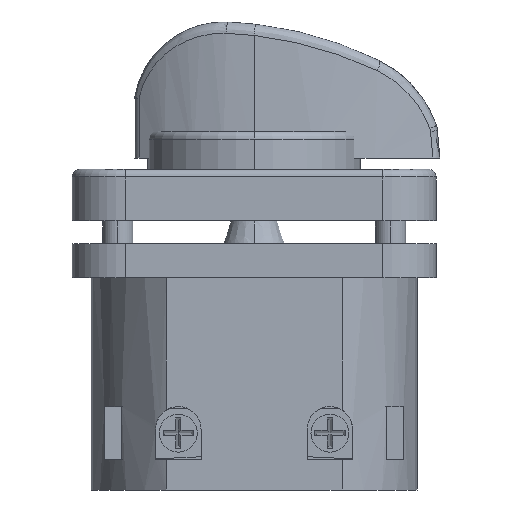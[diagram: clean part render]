
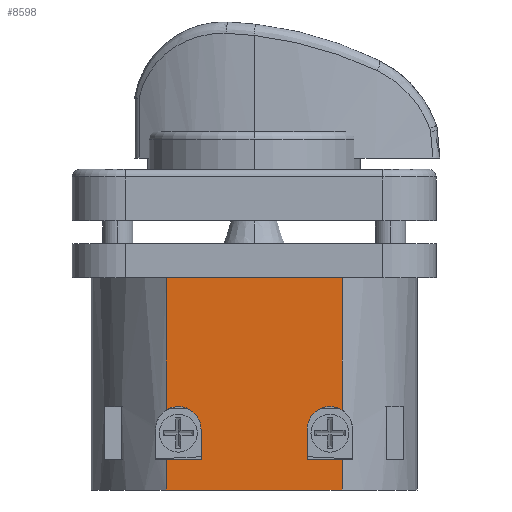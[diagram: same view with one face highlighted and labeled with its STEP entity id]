
A CAD part, left-side view. The second image highlights one B-rep face of the part: STEP entity #8598.
In plain terms, the highlighted planar face has unit normal (-1, 0, 0).
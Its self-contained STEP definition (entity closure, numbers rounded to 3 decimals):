
#246 = CARTESIAN_POINT ( 'NONE',  ( -18.1, -10., -21.5 ) ) ;
#534 = DIRECTION ( 'NONE',  ( 0., -1., 0. ) ) ;
#572 = DIRECTION ( 'NONE',  ( 0., 0., -1. ) ) ;
#652 = ORIENTED_EDGE ( 'NONE', *, *, #8458, .F. ) ;
#706 = DIRECTION ( 'NONE',  ( 0., 0., -1. ) ) ;
#740 = AXIS2_PLACEMENT_3D ( 'NONE', #8116, #4405, #9770 ) ;
#754 = CARTESIAN_POINT ( 'NONE',  ( -18.1, 11.603, -32.5 ) ) ;
#756 = AXIS2_PLACEMENT_3D ( 'NONE', #2160, #7435, #2989 ) ;
#774 = ORIENTED_EDGE ( 'NONE', *, *, #8663, .T. ) ;
#815 = VECTOR ( 'NONE', #3496, 1000. ) ;
#838 = LINE ( 'NONE', #1891, #815 ) ;
#1271 = VERTEX_POINT ( 'NONE', #4645 ) ;
#1455 = VECTOR ( 'NONE', #9232, 1000. ) ;
#1500 = DIRECTION ( 'NONE',  ( -1., 0., 0. ) ) ;
#1507 = VERTEX_POINT ( 'NONE', #8497 ) ;
#1664 = LINE ( 'NONE', #8442, #1455 ) ;
#1701 = VERTEX_POINT ( 'NONE', #3827 ) ;
#1832 = CIRCLE ( 'NONE', #3394, 3. ) ;
#1891 = CARTESIAN_POINT ( 'NONE',  ( -18.1, -11.603, -32.5 ) ) ;
#2073 = VERTEX_POINT ( 'NONE', #5385 ) ;
#2160 = CARTESIAN_POINT ( 'NONE',  ( -18.1, -10., -24.5 ) ) ;
#2195 = VERTEX_POINT ( 'NONE', #3987 ) ;
#2256 = VERTEX_POINT ( 'NONE', #246 ) ;
#2279 = DIRECTION ( 'NONE',  ( 0., 1., 0. ) ) ;
#2374 = ORIENTED_EDGE ( 'NONE', *, *, #9436, .T. ) ;
#2438 = AXIS2_PLACEMENT_3D ( 'NONE', #9803, #5172, #706 ) ;
#2600 = VERTEX_POINT ( 'NONE', #9594 ) ;
#2642 = VERTEX_POINT ( 'NONE', #8848 ) ;
#2763 = ORIENTED_EDGE ( 'NONE', *, *, #7990, .T. ) ;
#2880 = AXIS2_PLACEMENT_3D ( 'NONE', #3025, #8259, #3767 ) ;
#2989 = DIRECTION ( 'NONE',  ( 0., 0., -1. ) ) ;
#3025 = CARTESIAN_POINT ( 'NONE',  ( -18.1, 10., -24.5 ) ) ;
#3098 = VERTEX_POINT ( 'NONE', #9169 ) ;
#3228 = VERTEX_POINT ( 'NONE', #3244 ) ;
#3244 = CARTESIAN_POINT ( 'NONE',  ( -18.1, -11.603, -32.5 ) ) ;
#3394 = AXIS2_PLACEMENT_3D ( 'NONE', #5939, #1500, #6729 ) ;
#3431 = ORIENTED_EDGE ( 'NONE', *, *, #7857, .T. ) ;
#3496 = DIRECTION ( 'NONE',  ( 0., 0., 1. ) ) ;
#3643 = DIRECTION ( 'NONE',  ( 0., -1., 0. ) ) ;
#3767 = DIRECTION ( 'NONE',  ( 0., 0., -1. ) ) ;
#3827 = CARTESIAN_POINT ( 'NONE',  ( -18.1, -11.603, -21.964 ) ) ;
#3894 = VERTEX_POINT ( 'NONE', #3985 ) ;
#3985 = CARTESIAN_POINT ( 'NONE',  ( -18.1, 11.603, -32.5 ) ) ;
#3987 = CARTESIAN_POINT ( 'NONE',  ( -18.1, 11.603, -4.5 ) ) ;
#4405 = DIRECTION ( 'NONE',  ( -1., 0., 0. ) ) ;
#4613 = CARTESIAN_POINT ( 'NONE',  ( -18.1, 11.603, -32.5 ) ) ;
#4641 = VERTEX_POINT ( 'NONE', #8229 ) ;
#4645 = CARTESIAN_POINT ( 'NONE',  ( -18.1, 11.603, -21.964 ) ) ;
#4720 = VERTEX_POINT ( 'NONE', #7274 ) ;
#5172 = DIRECTION ( 'NONE',  ( 1., 0., 0. ) ) ;
#5385 = CARTESIAN_POINT ( 'NONE',  ( -18.1, 10., -21.5 ) ) ;
#5531 = ORIENTED_EDGE ( 'NONE', *, *, #8603, .F. ) ;
#5581 = ORIENTED_EDGE ( 'NONE', *, *, #8658, .T. ) ;
#5583 = VECTOR ( 'NONE', #8320, 1000. ) ;
#5697 = LINE ( 'NONE', #6748, #5802 ) ;
#5700 = ORIENTED_EDGE ( 'NONE', *, *, #8623, .T. ) ;
#5802 = VECTOR ( 'NONE', #2279, 1000. ) ;
#5837 = LINE ( 'NONE', #754, #5583 ) ;
#5863 = CARTESIAN_POINT ( 'NONE',  ( -18.1, 11.603, -4.5 ) ) ;
#5872 = ORIENTED_EDGE ( 'NONE', *, *, #8602, .F. ) ;
#5939 = CARTESIAN_POINT ( 'NONE',  ( -18.1, -10., -24.5 ) ) ;
#6039 = LINE ( 'NONE', #6689, #6212 ) ;
#6109 = EDGE_CURVE ( 'NONE', #2256, #2642, #1832, .T. ) ;
#6179 = CIRCLE ( 'NONE', #2880, 3. ) ;
#6181 = VECTOR ( 'NONE', #3643, 1000. ) ;
#6212 = VECTOR ( 'NONE', #9053, 1000. ) ;
#6289 = CIRCLE ( 'NONE', #756, 3. ) ;
#6301 = FACE_OUTER_BOUND ( 'NONE', #7640, .T. ) ;
#6311 = VECTOR ( 'NONE', #572, 1000. ) ;
#6322 = LINE ( 'NONE', #5863, #6181 ) ;
#6411 = LINE ( 'NONE', #9675, #6311 ) ;
#6414 = VECTOR ( 'NONE', #534, 1000. ) ;
#6549 = VERTEX_POINT ( 'NONE', #7794 ) ;
#6572 = LINE ( 'NONE', #9646, #6414 ) ;
#6689 = CARTESIAN_POINT ( 'NONE',  ( -18.1, 7., -28.5 ) ) ;
#6729 = DIRECTION ( 'NONE',  ( 0., 0., -1. ) ) ;
#6748 = CARTESIAN_POINT ( 'NONE',  ( -18.1, 13., -28.5 ) ) ;
#6867 = DIRECTION ( 'NONE',  ( 0., 0., 1. ) ) ;
#6912 = CIRCLE ( 'NONE', #2438, 3. ) ;
#7274 = CARTESIAN_POINT ( 'NONE',  ( -18.1, -11.603, -28.5 ) ) ;
#7284 = VECTOR ( 'NONE', #8536, 1000. ) ;
#7317 = LINE ( 'NONE', #7713, #7284 ) ;
#7416 = ORIENTED_EDGE ( 'NONE', *, *, #8589, .F. ) ;
#7435 = DIRECTION ( 'NONE',  ( -1., 0., 0. ) ) ;
#7640 = EDGE_LOOP ( 'NONE', ( #7416, #8609, #8237, #5872, #2763, #5531, #9052, #2374, #5700, #8017, #5581, #652, #774, #3431 ) ) ;
#7713 = CARTESIAN_POINT ( 'NONE',  ( -18.1, 11.603, -32.5 ) ) ;
#7755 = VECTOR ( 'NONE', #6867, 1000. ) ;
#7794 = CARTESIAN_POINT ( 'NONE',  ( -18.1, 7., -24.5 ) ) ;
#7857 = EDGE_CURVE ( 'NONE', #3228, #4720, #1664, .T. ) ;
#7869 = LINE ( 'NONE', #4613, #7755 ) ;
#7990 = EDGE_CURVE ( 'NONE', #1701, #3098, #838, .T. ) ;
#8017 = ORIENTED_EDGE ( 'NONE', *, *, #8637, .T. ) ;
#8116 = CARTESIAN_POINT ( 'NONE',  ( -18.1, 11.603, -32.5 ) ) ;
#8229 = CARTESIAN_POINT ( 'NONE',  ( -18.1, 7., -28.5 ) ) ;
#8237 = ORIENTED_EDGE ( 'NONE', *, *, #6109, .F. ) ;
#8259 = DIRECTION ( 'NONE',  ( 1., 0., 0. ) ) ;
#8320 = DIRECTION ( 'NONE',  ( 0., -1., 0. ) ) ;
#8442 = CARTESIAN_POINT ( 'NONE',  ( -18.1, -11.603, -32.5 ) ) ;
#8458 = EDGE_CURVE ( 'NONE', #3894, #2600, #7869, .T. ) ;
#8496 = EDGE_CURVE ( 'NONE', #1271, #2195, #7317, .T. ) ;
#8497 = CARTESIAN_POINT ( 'NONE',  ( -18.1, -7., -28.5 ) ) ;
#8536 = DIRECTION ( 'NONE',  ( 0., 0., 1. ) ) ;
#8589 = EDGE_CURVE ( 'NONE', #1507, #4720, #6572, .T. ) ;
#8592 = EDGE_CURVE ( 'NONE', #2642, #1507, #6411, .T. ) ;
#8598 = ADVANCED_FACE ( 'NONE', ( #6301 ), #8988, .T. ) ;
#8602 = EDGE_CURVE ( 'NONE', #1701, #2256, #6289, .T. ) ;
#8603 = EDGE_CURVE ( 'NONE', #2195, #3098, #6322, .T. ) ;
#8609 = ORIENTED_EDGE ( 'NONE', *, *, #8592, .F. ) ;
#8623 = EDGE_CURVE ( 'NONE', #2073, #6549, #6179, .T. ) ;
#8637 = EDGE_CURVE ( 'NONE', #6549, #4641, #6039, .T. ) ;
#8658 = EDGE_CURVE ( 'NONE', #4641, #2600, #5697, .T. ) ;
#8663 = EDGE_CURVE ( 'NONE', #3894, #3228, #5837, .T. ) ;
#8848 = CARTESIAN_POINT ( 'NONE',  ( -18.1, -7., -24.5 ) ) ;
#8988 = PLANE ( 'NONE',  #740 ) ;
#9052 = ORIENTED_EDGE ( 'NONE', *, *, #8496, .F. ) ;
#9053 = DIRECTION ( 'NONE',  ( 0., 0., -1. ) ) ;
#9169 = CARTESIAN_POINT ( 'NONE',  ( -18.1, -11.603, -4.5 ) ) ;
#9232 = DIRECTION ( 'NONE',  ( 0., 0., 1. ) ) ;
#9436 = EDGE_CURVE ( 'NONE', #1271, #2073, #6912, .T. ) ;
#9594 = CARTESIAN_POINT ( 'NONE',  ( -18.1, 11.603, -28.5 ) ) ;
#9646 = CARTESIAN_POINT ( 'NONE',  ( -18.1, -13., -28.5 ) ) ;
#9675 = CARTESIAN_POINT ( 'NONE',  ( -18.1, -7., -28.5 ) ) ;
#9770 = DIRECTION ( 'NONE',  ( 0., 0., 1. ) ) ;
#9803 = CARTESIAN_POINT ( 'NONE',  ( -18.1, 10., -24.5 ) ) ;
